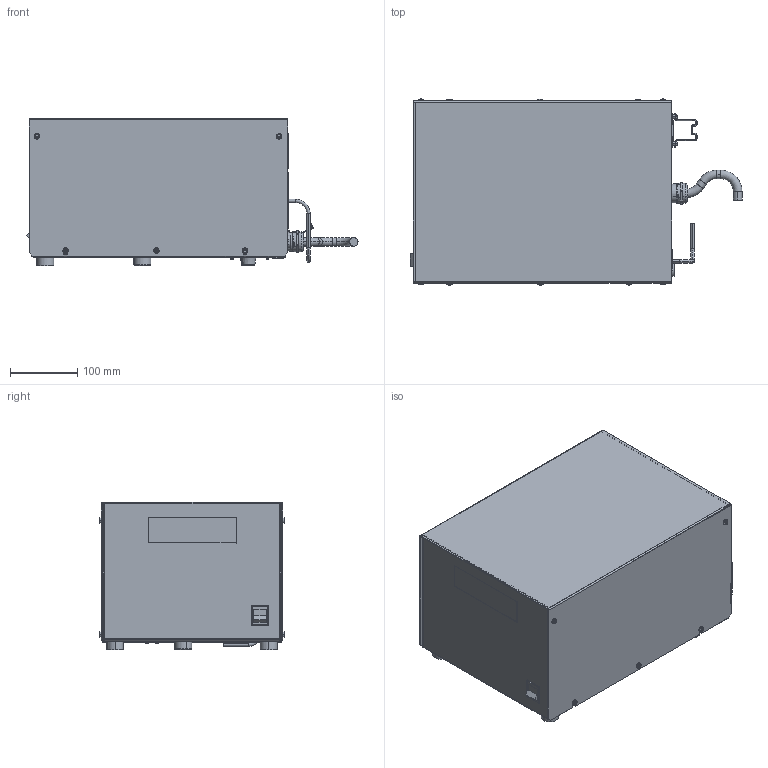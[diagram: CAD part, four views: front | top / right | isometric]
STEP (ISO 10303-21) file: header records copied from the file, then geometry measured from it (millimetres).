
FILE_DESCRIPTION (( 'STEP AP214' ), '1' );
FILE_NAME ('model 350.STEP', '2018-07-30T18:37:54', ( '' ), ( '' ), 'SwSTEP 2.0', 'SolidWorks 2016', '' );
FILE_SCHEMA (( 'AUTOMOTIVE_DESIGN' ));
Length unit declared in the file: millimetre
Products named in the file (1): model 350
Bounding box: 493.73 x 276.3 x 218.8 mm (x, y, z)
Surface area: 1439894.3 mm2 (no closed solid volume)
Topology: 0 solids, 427 shells, 2326 faces, 13919 edges, 11900 vertices
Faces by surface type: plane 1131, cylinder 969, bspline 87, cone 77, torus 58, sphere 4
Entity records: 195972 total; most frequent: CARTESIAN_POINT 67907, DIRECTION 19002, ORIENTED_EDGE 18137, EDGE_CURVE 13916, VERTEX_POINT 11900, LINE 7866, VECTOR 7866, AXIS2_PLACEMENT_3D 5568
